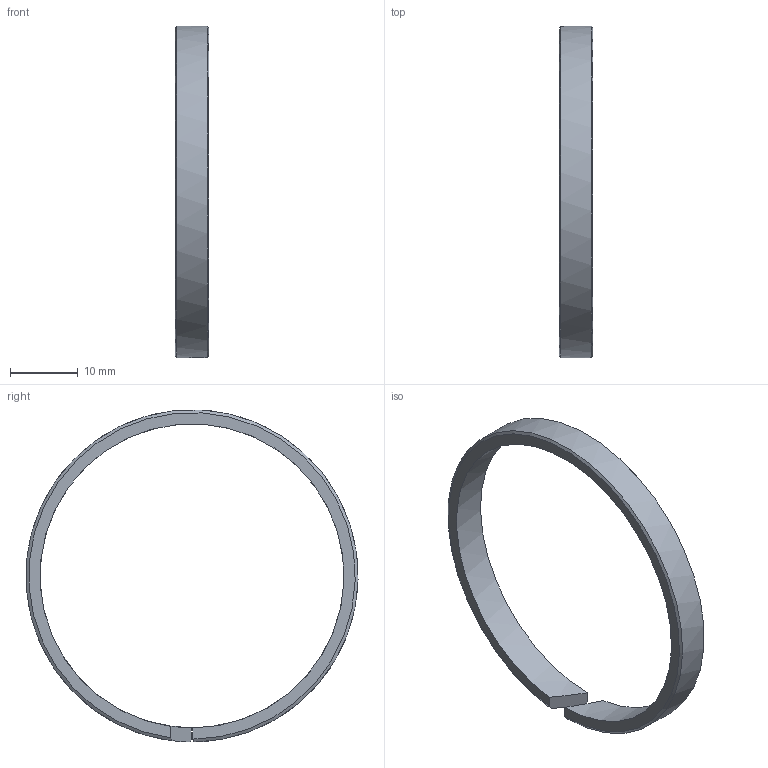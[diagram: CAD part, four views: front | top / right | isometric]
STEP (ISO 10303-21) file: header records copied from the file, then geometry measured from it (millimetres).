
FILE_DESCRIPTION(/* description */ (''),/* implementation_level */ '2;1');
FILE_NAME(/* name */ '5th wear ring v3.step',/* time_stamp */ '2023-12-15T18:08:06+05:30',/* author */ (''),/* organization */ (''),/* preprocessor_version */ 'ST-DEVELOPER v20',/* originating_system */ 'Autodesk Translation Framework v12.14.0.127',/* authorisation */ '');
FILE_SCHEMA (('AUTOMOTIVE_DESIGN { 1 0 10303 214 3 1 1 }'));
Length unit declared in the file: millimetre
Products named in the file (3): 5th wear ring; sample wear ring v2; 1453N19_Glass-Filled Nylon Plastic Wear Ring
Assembly tree (2 placements, depth 3):
  5th wear ring
    sample wear ring v2
      1453N19_Glass-Filled Nylon Plastic Wear Ring
Bounding box: 5 x 48.99 x 48.96 mm (x, y, z)
Volume: 1474.3 mm3; surface area: 2007.5 mm2
Topology: 1 solids, 1 shells, 8 faces, 18 edges, 12 vertices
Faces by surface type: plane 4, cone 2, cylinder 2
Entity records: 316 total; most frequent: CARTESIAN_POINT 55, DIRECTION 50, ORIENTED_EDGE 36, AXIS2_PLACEMENT_3D 23, EDGE_CURVE 18, VERTEX_POINT 12, FACE_OUTER_BOUND 8, EDGE_LOOP 8
